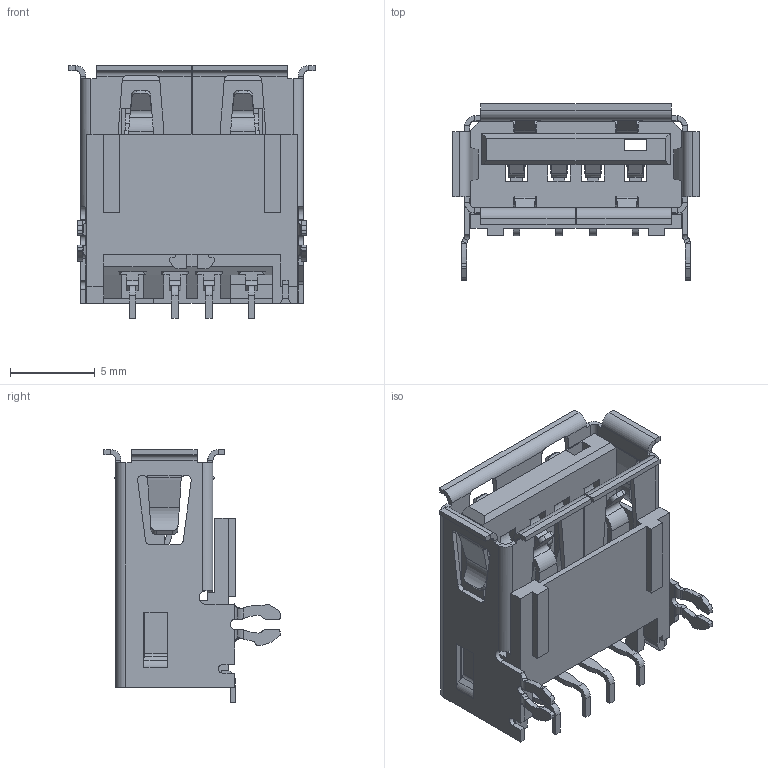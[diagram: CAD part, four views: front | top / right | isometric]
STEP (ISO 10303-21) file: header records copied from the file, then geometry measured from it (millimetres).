
FILE_DESCRIPTION (( 'STEP AP214' ), '1' );
FILE_NAME ('87583-2010BLF.STEP', '2023-08-09T05:58:16', ( '' ), ( '' ), 'SwSTEP 2.0', 'SolidWorks 2021', '' );
FILE_SCHEMA (( 'AUTOMOTIVE_DESIGN' ));
Length unit declared in the file: millimetre
Products named in the file (2): 87583-2010BLF; 87583-2010BLF--3DModel-STEP-533217
Assembly tree (1 placements, depth 2):
  87583-2010BLF
    87583-2010BLF--3DModel-STEP-533217
Bounding box: 14.5 x 10.37 x 14.88 mm (x, y, z)
Volume: 518.5 mm3; surface area: 2033.8 mm2
Topology: 1 solids, 5 shells, 881 faces, 2384 edges, 1473 vertices
Faces by surface type: plane 585, cylinder 203, bspline 92, cone 1
Entity records: 30825 total; most frequent: CARTESIAN_POINT 9189, ORIENTED_EDGE 4768, DIRECTION 4051, EDGE_CURVE 2384, VECTOR 1881, LINE 1881, VERTEX_POINT 1473, AXIS2_PLACEMENT_3D 1085
